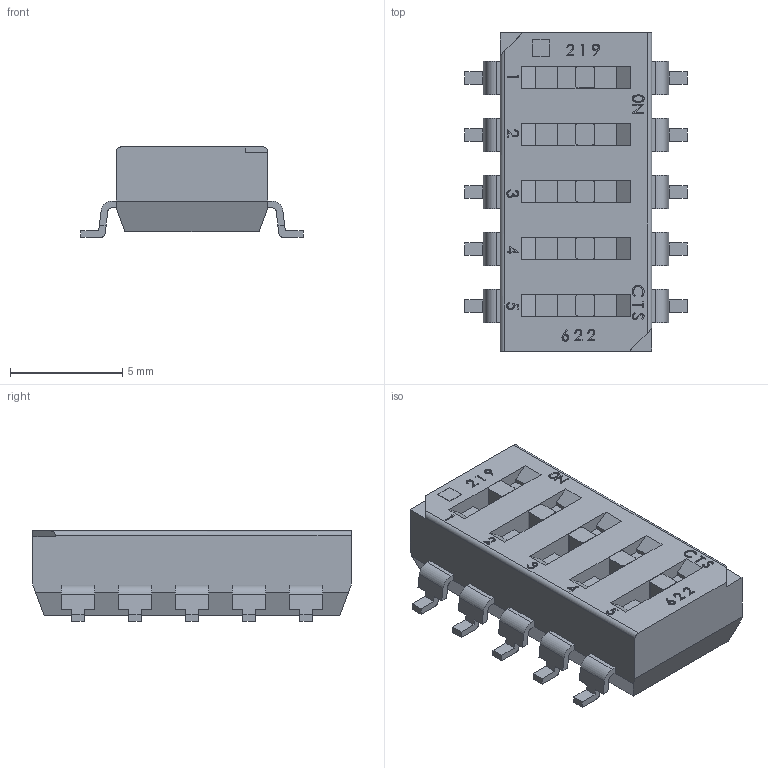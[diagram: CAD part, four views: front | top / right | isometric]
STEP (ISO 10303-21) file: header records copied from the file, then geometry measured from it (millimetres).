
FILE_DESCRIPTION(('FreeCAD Model'),'2;1');
FILE_NAME('219-5LPST.step','2019-07-12T16:53:24',('kicad StepUp'),( 'ksu MCAD'),'Open CASCADE STEP processor 7.3','FreeCAD','Unknown');
FILE_SCHEMA(('AUTOMOTIVE_DESIGN { 1 0 10303 214 1 1 1 1 }'));
Length unit declared in the file: millimetre
Products named in the file (1): 219-5LPST
Bounding box: 9.91 x 14.17 x 4.05 mm (x, y, z)
Volume: 346.4 mm3; surface area: 460.2 mm2
Topology: 1 solids, 1 shells, 489 faces, 1343 edges, 892 vertices
Faces by surface type: plane 340, bspline 97, cylinder 52
Entity records: 20790 total; most frequent: CARTESIAN_POINT 8900, ORIENTED_EDGE 2686, DIRECTION 2035, EDGE_CURVE 1343, LINE 1045, VECTOR 1045, VERTEX_POINT 892, FACE_BOUND 525
